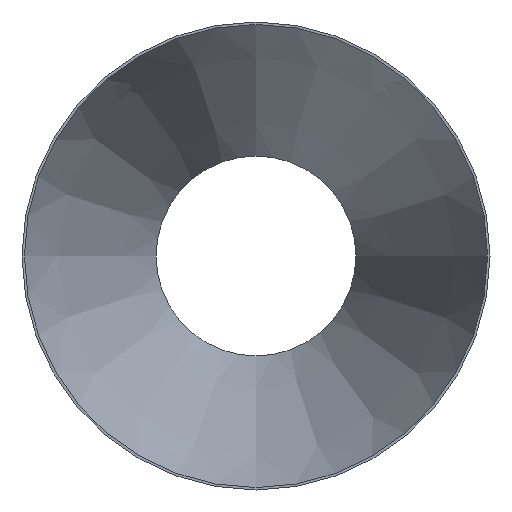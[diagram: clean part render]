
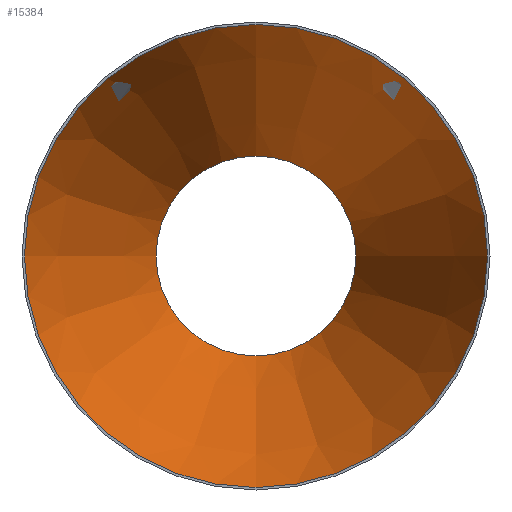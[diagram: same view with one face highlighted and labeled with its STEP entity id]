
A CAD part, front view. The second image highlights one B-rep face of the part: STEP entity #15384.
In plain terms, the highlighted conical face has half-angle 20.544 degrees and reference radius 402.128 mm.
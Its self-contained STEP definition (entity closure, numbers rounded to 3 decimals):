
#2461 = DIRECTION ( 'NONE',  ( 0., -1., 0. ) ) ;
#3684 = AXIS2_PLACEMENT_3D ( 'NONE', #12865, #28313, #9437 ) ;
#5360 = CARTESIAN_POINT ( 'NONE',  ( 0., 0., -402.128 ) ) ;
#5908 = DIRECTION ( 'NONE',  ( 0., 0., -1. ) ) ;
#8141 = CONICAL_SURFACE ( 'NONE', #29285, 402.128, 0.359 ) ;
#9334 = ORIENTED_EDGE ( 'NONE', *, *, #33679, .F. ) ;
#9437 = DIRECTION ( 'NONE',  ( 0., 0., -1. ) ) ;
#11464 = AXIS2_PLACEMENT_3D ( 'NONE', #40018, #2461, #5908 ) ;
#12725 = VERTEX_POINT ( 'NONE', #38992 ) ;
#12865 = CARTESIAN_POINT ( 'NONE',  ( 0., 0., 0. ) ) ;
#12880 = CARTESIAN_POINT ( 'NONE',  ( 0., 0., 0. ) ) ;
#12966 = VERTEX_POINT ( 'NONE', #5360 ) ;
#13368 = FACE_BOUND ( 'NONE', #36109, .T. ) ;
#13601 = FACE_OUTER_BOUND ( 'NONE', #33990, .T. ) ;
#15384 = ADVANCED_FACE ( 'NONE', ( #13368, #13601 ), #8141, .F. ) ;
#24395 = DIRECTION ( 'NONE',  ( 0., 0., -1. ) ) ;
#28313 = DIRECTION ( 'NONE',  ( 0., -1., 0. ) ) ;
#28329 = DIRECTION ( 'NONE',  ( 0., -1., 0. ) ) ;
#29285 = AXIS2_PLACEMENT_3D ( 'NONE', #12880, #28329, #24395 ) ;
#33679 = EDGE_CURVE ( 'NONE', #12725, #12725, #34199, .T. ) ;
#33990 = EDGE_LOOP ( 'NONE', ( #38745 ) ) ;
#34199 = CIRCLE ( 'NONE', #11464, 173.528 ) ;
#36109 = EDGE_LOOP ( 'NONE', ( #9334 ) ) ;
#38745 = ORIENTED_EDGE ( 'NONE', *, *, #47191, .T. ) ;
#38992 = CARTESIAN_POINT ( 'NONE',  ( 0., 610., -173.528 ) ) ;
#40018 = CARTESIAN_POINT ( 'NONE',  ( 0., 610., 0. ) ) ;
#46789 = CIRCLE ( 'NONE', #3684, 402.128 ) ;
#47191 = EDGE_CURVE ( 'NONE', #12966, #12966, #46789, .T. ) ;
